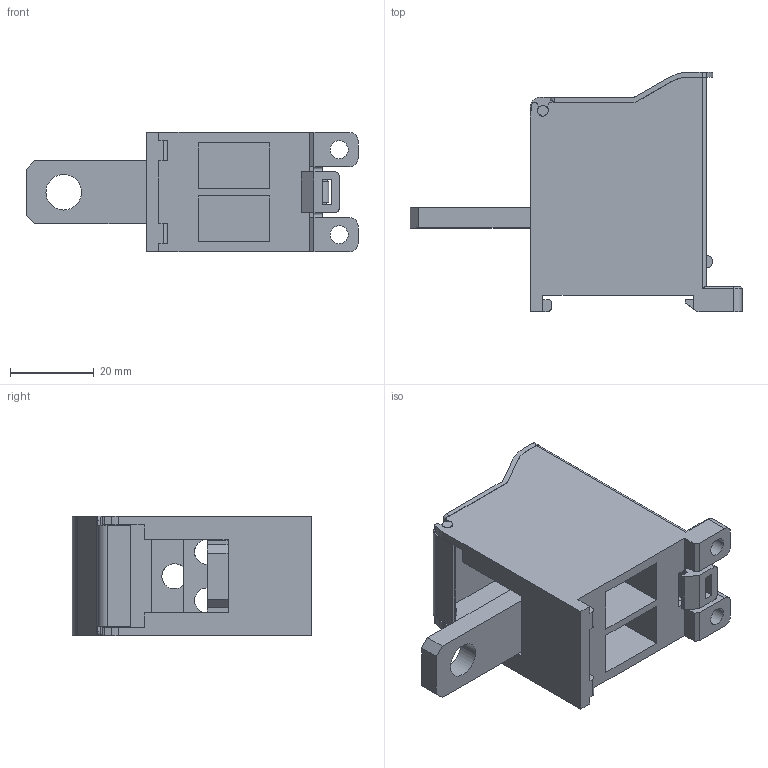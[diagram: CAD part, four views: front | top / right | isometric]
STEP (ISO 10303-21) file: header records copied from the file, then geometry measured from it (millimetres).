
FILE_DESCRIPTION((''),'2;1');
FILE_NAME('8YB754779-4_1_','2017-03-15T',('Administrator'),(''),'PRO/ENGINEER BY PARAMETRIC TECHNOLOGY CORPORATION, 2008380','PRO/ENGINEER BY PARAMETRIC TECHNOLOGY CORPORATION, 2008380','');
FILE_SCHEMA(('CONFIG_CONTROL_DESIGN'));
Length unit declared in the file: millimetre
Products named in the file (1): 8YB754779-4_1_
Bounding box: 79.2 x 57.2 x 28.6 mm (x, y, z)
Volume: 28118.7 mm3; surface area: 24125.2 mm2
Topology: 1 solids, 1 shells, 363 faces, 1107 edges, 732 vertices
Faces by surface type: plane 157, cylinder 140, bspline 49, cone 9, torus 6, extrusion 2
Entity records: 16458 total; most frequent: CARTESIAN_POINT 6713, ORIENTED_EDGE 2210, DIRECTION 1814, EDGE_CURVE 1105, VERTEX_POINT 732, VECTOR 632, LINE 630, AXIS2_PLACEMENT_3D 591
